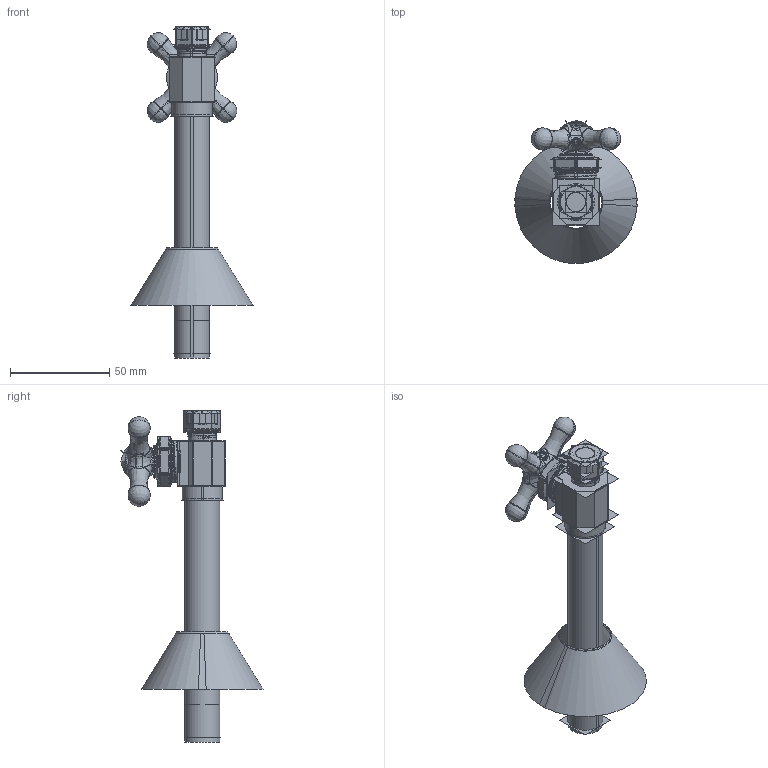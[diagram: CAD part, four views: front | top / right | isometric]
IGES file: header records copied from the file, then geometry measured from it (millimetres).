
Start section:  PTC IGES file: 417x.igs
Global section: file name: 417x.igs; native system: Creo Parametric by PTC Inc.; preprocessor: 2018500; author: NSantos; organization: Unknown; date: 20210615.215216; units: inch
Bounding box: 61.52 x 71.78 x 167.28 mm (x, y, z)
Surface area: 632132.6 mm2 (no closed solid volume)
Topology: 0 solids, 0 shells, 1166 faces, 20477 edges, 27018 vertices
Faces by surface type: revolution 630, bspline 536
